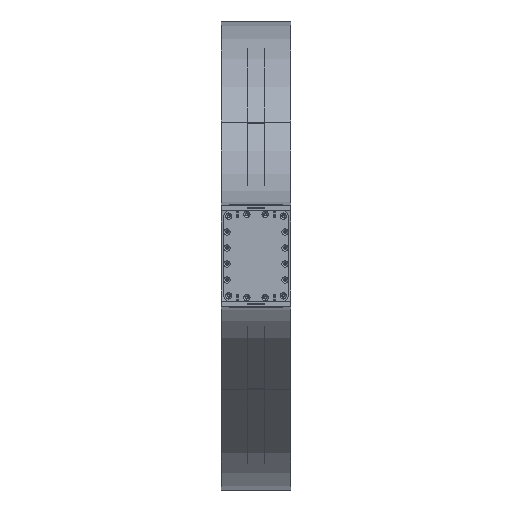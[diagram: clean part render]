
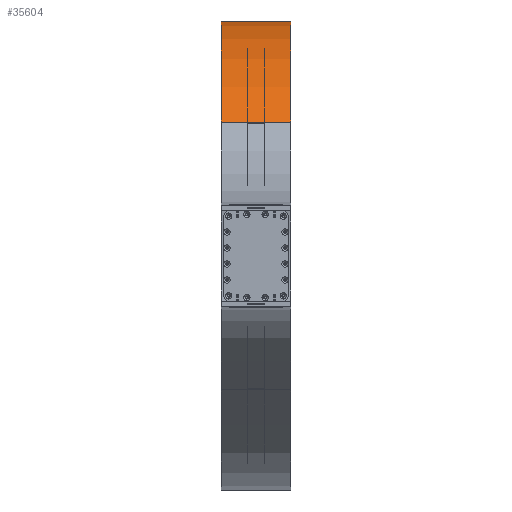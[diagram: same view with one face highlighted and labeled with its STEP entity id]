
A CAD part, front view. The second image highlights one B-rep face of the part: STEP entity #35604.
In plain terms, the highlighted cylindrical face has radius 500 mm (diameter 1000 mm), a partial arc.
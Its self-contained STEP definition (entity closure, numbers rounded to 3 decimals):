
#249 = EDGE_LOOP ( 'NONE', ( #47353, #22934, #27146, #30522 ) ) ;
#1639 = EDGE_CURVE ( 'NONE', #2617, #41123, #12938, .T. ) ;
#1761 = AXIS2_PLACEMENT_3D ( 'NONE', #6357, #48389, #44818 ) ;
#1777 = LINE ( 'NONE', #13613, #24579 ) ;
#2594 = CIRCLE ( 'NONE', #1761, 500. ) ;
#2617 = VERTEX_POINT ( 'NONE', #33647 ) ;
#5411 = CARTESIAN_POINT ( 'NONE',  ( 2., -754.378, 225.354 ) ) ;
#5935 = CARTESIAN_POINT ( 'NONE',  ( -48.5, -402.51, 370.123 ) ) ;
#6357 = CARTESIAN_POINT ( 'NONE',  ( 52.5, -402.51, -129.877 ) ) ;
#7549 = EDGE_CURVE ( 'NONE', #22823, #2617, #11048, .T. ) ;
#8024 = AXIS2_PLACEMENT_3D ( 'NONE', #16093, #8219, #27832 ) ;
#8219 = DIRECTION ( 'NONE',  ( 1., 0., 0. ) ) ;
#9906 = VECTOR ( 'NONE', #36650, 1000. ) ;
#11048 = CIRCLE ( 'NONE', #8024, 500. ) ;
#12938 = LINE ( 'NONE', #5411, #9906 ) ;
#13613 = CARTESIAN_POINT ( 'NONE',  ( 2., -402.51, 370.123 ) ) ;
#14058 = CARTESIAN_POINT ( 'NONE',  ( 52.5, -754.378, 225.354 ) ) ;
#16093 = CARTESIAN_POINT ( 'NONE',  ( -48.5, -402.51, -129.877 ) ) ;
#20658 = VERTEX_POINT ( 'NONE', #45013 ) ;
#21392 = DIRECTION ( 'NONE',  ( -1., 0., 0. ) ) ;
#22823 = VERTEX_POINT ( 'NONE', #5935 ) ;
#22934 = ORIENTED_EDGE ( 'NONE', *, *, #42235, .T. ) ;
#24579 = VECTOR ( 'NONE', #44069, 1000. ) ;
#27146 = ORIENTED_EDGE ( 'NONE', *, *, #7549, .T. ) ;
#27832 = DIRECTION ( 'NONE',  ( 0., 0., 1. ) ) ;
#28765 = CARTESIAN_POINT ( 'NONE',  ( 2., -402.51, -129.877 ) ) ;
#30522 = ORIENTED_EDGE ( 'NONE', *, *, #1639, .T. ) ;
#33647 = CARTESIAN_POINT ( 'NONE',  ( -48.5, -754.378, 225.354 ) ) ;
#33766 = AXIS2_PLACEMENT_3D ( 'NONE', #28765, #21392, #36393 ) ;
#33850 = CYLINDRICAL_SURFACE ( 'NONE', #33766, 500. ) ;
#35604 = ADVANCED_FACE ( 'NONE', ( #37487 ), #33850, .T. ) ;
#36393 = DIRECTION ( 'NONE',  ( 0., 0., 1. ) ) ;
#36650 = DIRECTION ( 'NONE',  ( 1., 0., 0. ) ) ;
#37487 = FACE_OUTER_BOUND ( 'NONE', #249, .T. ) ;
#41123 = VERTEX_POINT ( 'NONE', #14058 ) ;
#41194 = EDGE_CURVE ( 'NONE', #20658, #41123, #2594, .T. ) ;
#42235 = EDGE_CURVE ( 'NONE', #20658, #22823, #1777, .T. ) ;
#44069 = DIRECTION ( 'NONE',  ( -1., 0., 0. ) ) ;
#44818 = DIRECTION ( 'NONE',  ( 0., 0., 1. ) ) ;
#45013 = CARTESIAN_POINT ( 'NONE',  ( 52.5, -402.51, 370.123 ) ) ;
#47353 = ORIENTED_EDGE ( 'NONE', *, *, #41194, .F. ) ;
#48389 = DIRECTION ( 'NONE',  ( 1., 0., 0. ) ) ;
